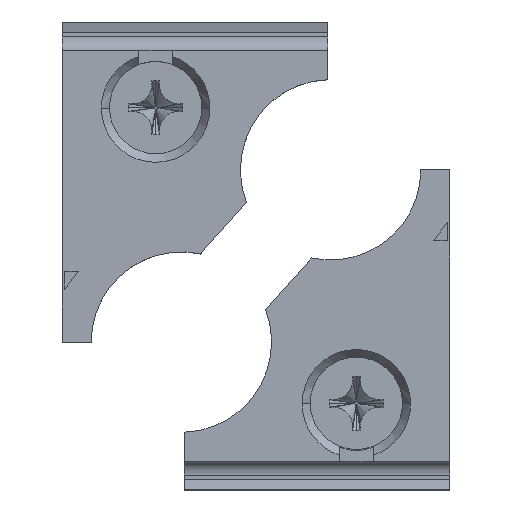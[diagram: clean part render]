
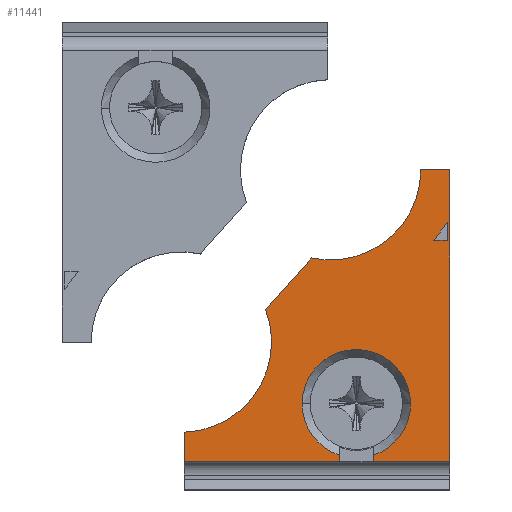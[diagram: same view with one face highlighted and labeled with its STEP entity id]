
A CAD part, top view. The second image highlights one B-rep face of the part: STEP entity #11441.
In plain terms, the highlighted planar face has unit normal (0, 0, 1).
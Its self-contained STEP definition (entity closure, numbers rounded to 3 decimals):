
#10770=DIRECTION('',(0.,1.,0.));
#10771=VECTOR('',#10770,0.45);
#10772=CARTESIAN_POINT('',(16.05,-26.05,2.3));
#10773=LINE('',#10772,#10771);
#10774=CARTESIAN_POINT('',(14.8,-21.8,2.3));
#10775=DIRECTION('',(0.,0.,-1.));
#10776=DIRECTION('',(1.,0.,0.));
#10777=AXIS2_PLACEMENT_3D('',#10774,#10775,#10776);
#10779=CARTESIAN_POINT('',(14.8,-21.8,2.3));
#10780=DIRECTION('',(0.,0.,-1.));
#10781=DIRECTION('',(-1.,0.,0.));
#10782=AXIS2_PLACEMENT_3D('',#10779,#10780,#10781);
#10784=CARTESIAN_POINT('',(14.8,-21.8,2.3));
#10785=DIRECTION('',(0.,0.,-1.));
#10786=DIRECTION('',(-0.312,-0.95,0.));
#10787=AXIS2_PLACEMENT_3D('',#10784,#10785,#10786);
#10789=DIRECTION('',(0.,1.,0.));
#10790=VECTOR('',#10789,0.45);
#10791=CARTESIAN_POINT('',(13.55,-26.05,2.3));
#10792=LINE('',#10791,#10790);
#10793=DIRECTION('',(-1.,0.,0.));
#10794=VECTOR('',#10793,11.45);
#10795=CARTESIAN_POINT('',(13.55,-26.05,2.3));
#10796=LINE('',#10795,#10794);
#10797=DIRECTION('',(0.,-1.,0.));
#10798=VECTOR('',#10797,2.153);
#10799=CARTESIAN_POINT('',(2.1,-23.897,2.3));
#10800=LINE('',#10799,#10798);
#10801=CARTESIAN_POINT('',(1.9,-17.25,2.3));
#10802=DIRECTION('',(0.,0.,-1.));
#10803=DIRECTION('',(0.933,0.361,0.));
#10804=AXIS2_PLACEMENT_3D('',#10801,#10802,#10803);
#10806=DIRECTION('',(-0.666,-0.746,0.));
#10807=VECTOR('',#10806,5.095);
#10808=CARTESIAN_POINT('',(11.496,-11.05,2.3));
#10809=LINE('',#10808,#10807);
#10810=CARTESIAN_POINT('',(12.9,-4.55,2.3));
#10811=DIRECTION('',(0.,0.,-1.));
#10812=DIRECTION('',(1.,0.,0.));
#10813=AXIS2_PLACEMENT_3D('',#10810,#10811,#10812);
#10815=DIRECTION('',(-1.,0.,0.));
#10816=VECTOR('',#10815,2.15);
#10817=CARTESIAN_POINT('',(21.7,-4.55,2.3));
#10818=LINE('',#10817,#10816);
#10819=DIRECTION('',(0.,1.,0.));
#10820=VECTOR('',#10819,21.5);
#10821=CARTESIAN_POINT('',(21.7,-26.05,2.3));
#10822=LINE('',#10821,#10820);
#10823=DIRECTION('',(-1.,0.,0.));
#10824=VECTOR('',#10823,5.65);
#10825=CARTESIAN_POINT('',(21.7,-26.05,2.3));
#10826=LINE('',#10825,#10824);
#10827=DIRECTION('',(0.,1.,0.));
#10828=VECTOR('',#10827,1.3);
#10829=CARTESIAN_POINT('',(21.5,-9.75,2.3));
#10830=LINE('',#10829,#10828);
#10831=DIRECTION('',(-0.61,-0.793,0.));
#10832=VECTOR('',#10831,1.64);
#10833=CARTESIAN_POINT('',(21.5,-8.45,2.3));
#10834=LINE('',#10833,#10832);
#10835=DIRECTION('',(1.,0.,0.));
#10836=VECTOR('',#10835,1.);
#10837=CARTESIAN_POINT('',(20.5,-9.75,2.3));
#10838=LINE('',#10837,#10836);
#11100=CARTESIAN_POINT('',(21.7,-4.55,2.3));
#11101=CARTESIAN_POINT('',(19.55,-4.55,2.3));
#11102=VERTEX_POINT('',#11100);
#11103=VERTEX_POINT('',#11101);
#11104=CARTESIAN_POINT('',(11.496,-11.05,2.3));
#11105=VERTEX_POINT('',#11104);
#11106=CARTESIAN_POINT('',(8.102,-14.85,2.3));
#11107=VERTEX_POINT('',#11106);
#11108=CARTESIAN_POINT('',(2.1,-23.897,2.3));
#11109=VERTEX_POINT('',#11108);
#11140=CARTESIAN_POINT('',(21.7,-26.05,2.3));
#11141=VERTEX_POINT('',#11140);
#11142=CARTESIAN_POINT('',(2.1,-26.05,2.3));
#11144=VERTEX_POINT('',#11142);
#11158=CARTESIAN_POINT('',(10.8,-21.8,2.3));
#11159=CARTESIAN_POINT('',(18.8,-21.8,2.3));
#11160=VERTEX_POINT('',#11158);
#11161=VERTEX_POINT('',#11159);
#11166=CARTESIAN_POINT('',(16.05,-26.05,2.3));
#11167=CARTESIAN_POINT('',(16.05,-25.6,2.3));
#11168=VERTEX_POINT('',#11166);
#11169=VERTEX_POINT('',#11167);
#11170=CARTESIAN_POINT('',(13.55,-26.05,2.3));
#11171=CARTESIAN_POINT('',(13.55,-25.6,2.3));
#11172=VERTEX_POINT('',#11170);
#11173=VERTEX_POINT('',#11171);
#11210=CARTESIAN_POINT('',(21.5,-9.75,2.3));
#11211=CARTESIAN_POINT('',(21.5,-8.45,2.3));
#11212=VERTEX_POINT('',#11210);
#11213=VERTEX_POINT('',#11211);
#11214=CARTESIAN_POINT('',(20.5,-9.75,2.3));
#11215=VERTEX_POINT('',#11214);
#11401=CARTESIAN_POINT('',(14.8,-21.8,2.3));
#11402=DIRECTION('',(0.,0.,1.));
#11403=DIRECTION('',(-1.,0.,0.));
#11404=AXIS2_PLACEMENT_3D('',#11401,#11402,#11403);
#11405=PLANE('',#11404);
#11407=ORIENTED_EDGE('',*,*,#11406,.T.);
#11409=ORIENTED_EDGE('',*,*,#11408,.F.);
#11410=ORIENTED_EDGE('',*,*,#11391,.F.);
#11412=ORIENTED_EDGE('',*,*,#11411,.F.);
#11414=ORIENTED_EDGE('',*,*,#11413,.F.);
#11416=ORIENTED_EDGE('',*,*,#11415,.T.);
#11418=ORIENTED_EDGE('',*,*,#11417,.F.);
#11420=ORIENTED_EDGE('',*,*,#11419,.F.);
#11422=ORIENTED_EDGE('',*,*,#11421,.F.);
#11424=ORIENTED_EDGE('',*,*,#11423,.F.);
#11426=ORIENTED_EDGE('',*,*,#11425,.F.);
#11428=ORIENTED_EDGE('',*,*,#11427,.F.);
#11430=ORIENTED_EDGE('',*,*,#11429,.T.);
#11431=EDGE_LOOP('',(#11407,#11409,#11410,#11412,#11414,#11416,#11418,#11420,
#11422,#11424,#11426,#11428,#11430));
#11432=FACE_OUTER_BOUND('',#11431,.F.);
#11434=ORIENTED_EDGE('',*,*,#11433,.T.);
#11436=ORIENTED_EDGE('',*,*,#11435,.T.);
#11438=ORIENTED_EDGE('',*,*,#11437,.T.);
#11439=EDGE_LOOP('',(#11434,#11436,#11438));
#11440=FACE_BOUND('',#11439,.F.);
#11441=ADVANCED_FACE('',(#11432,#11440),#11405,.T.);
#10778=CIRCLE('',#10777,4.);
#10783=CIRCLE('',#10782,4.);
#10788=CIRCLE('',#10787,4.);
#10805=CIRCLE('',#10804,6.65);
#10814=CIRCLE('',#10813,6.65);
#11391=EDGE_CURVE('',#11160,#11161,#10783,.T.);
#11406=EDGE_CURVE('',#11168,#11169,#10773,.T.);
#11408=EDGE_CURVE('',#11161,#11169,#10778,.T.);
#11411=EDGE_CURVE('',#11173,#11160,#10788,.T.);
#11413=EDGE_CURVE('',#11172,#11173,#10792,.T.);
#11415=EDGE_CURVE('',#11172,#11144,#10796,.T.);
#11417=EDGE_CURVE('',#11109,#11144,#10800,.T.);
#11419=EDGE_CURVE('',#11107,#11109,#10805,.T.);
#11421=EDGE_CURVE('',#11105,#11107,#10809,.T.);
#11423=EDGE_CURVE('',#11103,#11105,#10814,.T.);
#11425=EDGE_CURVE('',#11102,#11103,#10818,.T.);
#11427=EDGE_CURVE('',#11141,#11102,#10822,.T.);
#11429=EDGE_CURVE('',#11141,#11168,#10826,.T.);
#11433=EDGE_CURVE('',#11212,#11213,#10830,.T.);
#11435=EDGE_CURVE('',#11213,#11215,#10834,.T.);
#11437=EDGE_CURVE('',#11215,#11212,#10838,.T.);
